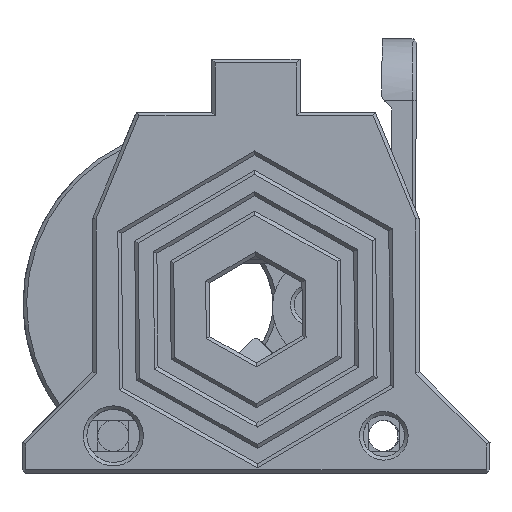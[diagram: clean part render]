
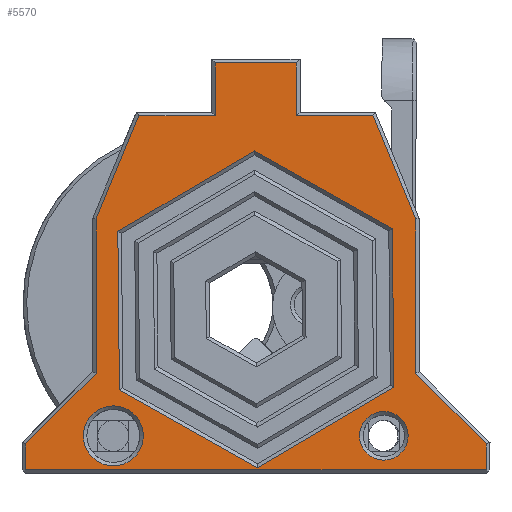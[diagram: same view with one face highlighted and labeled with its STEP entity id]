
A CAD part, left-side view. The second image highlights one B-rep face of the part: STEP entity #5570.
In plain terms, the highlighted planar face has unit normal (-1, 0, 0).
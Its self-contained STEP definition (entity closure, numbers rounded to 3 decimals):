
#116=FACE_BOUND('',#827,.T.);
#117=FACE_BOUND('',#828,.T.);
#118=FACE_BOUND('',#829,.T.);
#234=PLANE('',#5991);
#496=FACE_OUTER_BOUND('',#826,.T.);
#826=EDGE_LOOP('',(#4241,#4242,#4243,#4244,#4245,#4246,#4247,#4248,#4249,
#4250,#4251,#4252,#4253,#4254));
#827=EDGE_LOOP('',(#4255,#4256,#4257,#4258,#4259,#4260));
#828=EDGE_LOOP('',(#4261));
#829=EDGE_LOOP('',(#4262));
#1255=LINE('',#8434,#1883);
#1256=LINE('',#8436,#1884);
#1257=LINE('',#8438,#1885);
#1258=LINE('',#8440,#1886);
#1259=LINE('',#8442,#1887);
#1260=LINE('',#8444,#1888);
#1261=LINE('',#8446,#1889);
#1262=LINE('',#8448,#1890);
#1263=LINE('',#8450,#1891);
#1264=LINE('',#8452,#1892);
#1265=LINE('',#8454,#1893);
#1266=LINE('',#8456,#1894);
#1267=LINE('',#8458,#1895);
#1268=LINE('',#8459,#1896);
#1269=LINE('',#8462,#1897);
#1270=LINE('',#8464,#1898);
#1271=LINE('',#8466,#1899);
#1272=LINE('',#8468,#1900);
#1273=LINE('',#8470,#1901);
#1274=LINE('',#8471,#1902);
#1883=VECTOR('',#6772,10.);
#1884=VECTOR('',#6773,10.);
#1885=VECTOR('',#6774,10.);
#1886=VECTOR('',#6775,10.);
#1887=VECTOR('',#6776,10.);
#1888=VECTOR('',#6777,10.);
#1889=VECTOR('',#6778,10.);
#1890=VECTOR('',#6779,10.);
#1891=VECTOR('',#6780,10.);
#1892=VECTOR('',#6781,10.);
#1893=VECTOR('',#6782,10.);
#1894=VECTOR('',#6783,10.);
#1895=VECTOR('',#6784,10.);
#1896=VECTOR('',#6785,10.);
#1897=VECTOR('',#6786,10.);
#1898=VECTOR('',#6787,10.);
#1899=VECTOR('',#6788,10.);
#1900=VECTOR('',#6789,10.);
#1901=VECTOR('',#6790,10.);
#1902=VECTOR('',#6791,10.);
#2409=CIRCLE('',#5988,3.4);
#2411=CIRCLE('',#5992,2.75);
#2639=VERTEX_POINT('',#8424);
#2641=VERTEX_POINT('',#8432);
#2642=VERTEX_POINT('',#8433);
#2643=VERTEX_POINT('',#8435);
#2644=VERTEX_POINT('',#8437);
#2645=VERTEX_POINT('',#8439);
#2646=VERTEX_POINT('',#8441);
#2647=VERTEX_POINT('',#8443);
#2648=VERTEX_POINT('',#8445);
#2649=VERTEX_POINT('',#8447);
#2650=VERTEX_POINT('',#8449);
#2651=VERTEX_POINT('',#8451);
#2652=VERTEX_POINT('',#8453);
#2653=VERTEX_POINT('',#8455);
#2654=VERTEX_POINT('',#8457);
#2655=VERTEX_POINT('',#8460);
#2656=VERTEX_POINT('',#8461);
#2657=VERTEX_POINT('',#8463);
#2658=VERTEX_POINT('',#8465);
#2659=VERTEX_POINT('',#8467);
#2660=VERTEX_POINT('',#8469);
#2661=VERTEX_POINT('',#8472);
#3228=EDGE_CURVE('',#2639,#2639,#2409,.T.);
#3232=EDGE_CURVE('',#2641,#2642,#1255,.T.);
#3233=EDGE_CURVE('',#2643,#2641,#1256,.T.);
#3234=EDGE_CURVE('',#2644,#2643,#1257,.T.);
#3235=EDGE_CURVE('',#2645,#2644,#1258,.T.);
#3236=EDGE_CURVE('',#2646,#2645,#1259,.T.);
#3237=EDGE_CURVE('',#2647,#2646,#1260,.T.);
#3238=EDGE_CURVE('',#2648,#2647,#1261,.T.);
#3239=EDGE_CURVE('',#2649,#2648,#1262,.T.);
#3240=EDGE_CURVE('',#2650,#2649,#1263,.T.);
#3241=EDGE_CURVE('',#2651,#2650,#1264,.T.);
#3242=EDGE_CURVE('',#2652,#2651,#1265,.T.);
#3243=EDGE_CURVE('',#2653,#2652,#1266,.T.);
#3244=EDGE_CURVE('',#2654,#2653,#1267,.T.);
#3245=EDGE_CURVE('',#2642,#2654,#1268,.T.);
#3246=EDGE_CURVE('',#2655,#2656,#1269,.T.);
#3247=EDGE_CURVE('',#2657,#2655,#1270,.T.);
#3248=EDGE_CURVE('',#2658,#2657,#1271,.T.);
#3249=EDGE_CURVE('',#2659,#2658,#1272,.T.);
#3250=EDGE_CURVE('',#2660,#2659,#1273,.T.);
#3251=EDGE_CURVE('',#2656,#2660,#1274,.T.);
#3252=EDGE_CURVE('',#2661,#2661,#2411,.T.);
#4241=ORIENTED_EDGE('',*,*,#3232,.F.);
#4242=ORIENTED_EDGE('',*,*,#3233,.F.);
#4243=ORIENTED_EDGE('',*,*,#3234,.F.);
#4244=ORIENTED_EDGE('',*,*,#3235,.F.);
#4245=ORIENTED_EDGE('',*,*,#3236,.F.);
#4246=ORIENTED_EDGE('',*,*,#3237,.F.);
#4247=ORIENTED_EDGE('',*,*,#3238,.F.);
#4248=ORIENTED_EDGE('',*,*,#3239,.F.);
#4249=ORIENTED_EDGE('',*,*,#3240,.F.);
#4250=ORIENTED_EDGE('',*,*,#3241,.F.);
#4251=ORIENTED_EDGE('',*,*,#3242,.F.);
#4252=ORIENTED_EDGE('',*,*,#3243,.F.);
#4253=ORIENTED_EDGE('',*,*,#3244,.F.);
#4254=ORIENTED_EDGE('',*,*,#3245,.F.);
#4255=ORIENTED_EDGE('',*,*,#3246,.F.);
#4256=ORIENTED_EDGE('',*,*,#3247,.F.);
#4257=ORIENTED_EDGE('',*,*,#3248,.F.);
#4258=ORIENTED_EDGE('',*,*,#3249,.F.);
#4259=ORIENTED_EDGE('',*,*,#3250,.F.);
#4260=ORIENTED_EDGE('',*,*,#3251,.F.);
#4261=ORIENTED_EDGE('',*,*,#3252,.F.);
#4262=ORIENTED_EDGE('',*,*,#3228,.F.);
#5570=ADVANCED_FACE('',(#496,#116,#117,#118),#234,.T.);
#5988=AXIS2_PLACEMENT_3D('',#8425,#6762,#6763);
#5991=AXIS2_PLACEMENT_3D('',#8431,#6770,#6771);
#5992=AXIS2_PLACEMENT_3D('',#8473,#6792,#6793);
#6762=DIRECTION('center_axis',(-1.,0.,0.));
#6763=DIRECTION('ref_axis',(0.,-1.,0.));
#6770=DIRECTION('center_axis',(-1.,0.,0.));
#6771=DIRECTION('ref_axis',(0.,-1.,0.));
#6772=DIRECTION('',(0.,0.,-1.));
#6773=DIRECTION('',(0.,-0.383,-0.924));
#6774=DIRECTION('',(0.,-1.,0.));
#6775=DIRECTION('',(0.,0.,-1.));
#6776=DIRECTION('',(0.,-1.,0.));
#6777=DIRECTION('',(0.,0.,1.));
#6778=DIRECTION('',(0.,-1.,0.));
#6779=DIRECTION('',(0.,-0.383,0.924));
#6780=DIRECTION('',(0.,0.,1.));
#6781=DIRECTION('',(0.,-0.707,0.707));
#6782=DIRECTION('',(0.,0.,1.));
#6783=DIRECTION('',(0.,1.,0.));
#6784=DIRECTION('',(0.,0.,-1.));
#6785=DIRECTION('',(0.,-0.707,-0.707));
#6786=DIRECTION('',(0.,0.01,1.));
#6787=DIRECTION('',(0.,-0.861,0.508));
#6788=DIRECTION('',(0.,-0.871,-0.491));
#6789=DIRECTION('',(0.,-0.01,-1.));
#6790=DIRECTION('',(0.,0.861,-0.508));
#6791=DIRECTION('',(0.,0.871,0.491));
#6792=DIRECTION('center_axis',(-1.,0.,0.));
#6793=DIRECTION('ref_axis',(0.,-1.,0.));
#8424=CARTESIAN_POINT('',(-62.112,39.636,6.96));
#8425=CARTESIAN_POINT('Origin',(-62.112,36.236,6.96));
#8431=CARTESIAN_POINT('Origin',(-62.112,20.081,27.872));
#8432=CARTESIAN_POINT('',(-62.112,1.981,31.531));
#8433=CARTESIAN_POINT('',(-62.112,1.981,14.044));
#8434=CARTESIAN_POINT('',(-62.112,1.981,18.541));
#8435=CARTESIAN_POINT('',(-62.112,6.819,43.21));
#8436=CARTESIAN_POINT('',(-62.112,3.882,36.12));
#8437=CARTESIAN_POINT('',(-62.112,15.481,43.21));
#8438=CARTESIAN_POINT('',(-62.112,25.691,43.21));
#8439=CARTESIAN_POINT('',(-62.112,15.481,49.21));
#8440=CARTESIAN_POINT('',(-62.112,15.481,35.741));
#8441=CARTESIAN_POINT('',(-62.112,24.681,49.21));
#8442=CARTESIAN_POINT('',(-62.112,20.081,49.21));
#8443=CARTESIAN_POINT('',(-62.112,24.681,43.21));
#8444=CARTESIAN_POINT('',(-62.112,24.681,33.905));
#8445=CARTESIAN_POINT('',(-62.112,33.343,43.21));
#8446=CARTESIAN_POINT('',(-62.112,25.691,43.21));
#8447=CARTESIAN_POINT('',(-62.112,38.181,31.531));
#8448=CARTESIAN_POINT('',(-62.112,36.28,36.12));
#8449=CARTESIAN_POINT('',(-62.112,38.181,14.044));
#8450=CARTESIAN_POINT('',(-62.112,38.181,14.241));
#8451=CARTESIAN_POINT('',(-62.112,46.181,6.044));
#8452=CARTESIAN_POINT('',(-62.112,31.508,20.718));
#8453=CARTESIAN_POINT('',(-62.112,46.181,3.11));
#8454=CARTESIAN_POINT('',(-62.112,46.181,13.741));
#8455=CARTESIAN_POINT('',(-62.112,-6.019,3.11));
#8456=CARTESIAN_POINT('',(-62.112,6.831,3.11));
#8457=CARTESIAN_POINT('',(-62.112,-6.019,6.045));
#8458=CARTESIAN_POINT('',(-62.112,-6.019,13.741));
#8459=CARTESIAN_POINT('',(-62.112,8.654,20.718));
#8460=CARTESIAN_POINT('',(-62.112,4.448,12.461));
#8461=CARTESIAN_POINT('',(-62.112,4.624,30.416));
#8462=CARTESIAN_POINT('',(-62.112,4.611,29.105));
#8463=CARTESIAN_POINT('',(-62.112,19.909,3.331));
#8464=CARTESIAN_POINT('',(-62.112,6.969,10.973));
#8465=CARTESIAN_POINT('',(-62.112,35.546,12.156));
#8466=CARTESIAN_POINT('',(-62.112,25.327,6.389));
#8467=CARTESIAN_POINT('',(-62.112,35.723,30.11));
#8468=CARTESIAN_POINT('',(-62.112,35.624,20.053));
#8469=CARTESIAN_POINT('',(-62.112,20.262,39.241));
#8470=CARTESIAN_POINT('',(-62.112,30.315,33.304));
#8471=CARTESIAN_POINT('',(-62.112,17.66,37.772));
#8472=CARTESIAN_POINT('',(-62.112,8.331,6.96));
#8473=CARTESIAN_POINT('Origin',(-62.112,5.581,6.96));
